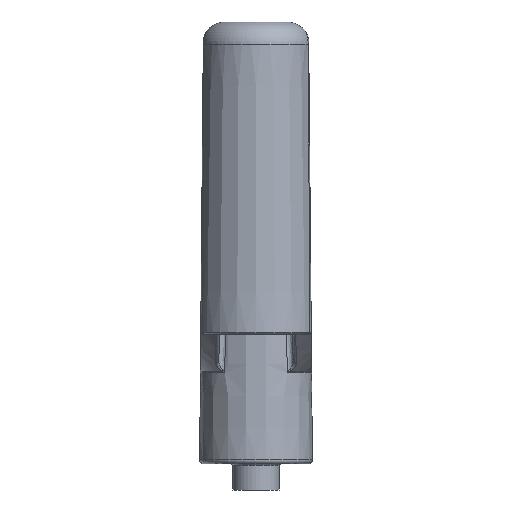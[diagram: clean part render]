
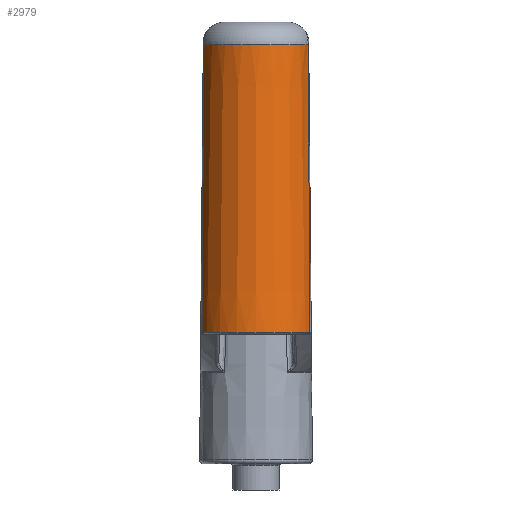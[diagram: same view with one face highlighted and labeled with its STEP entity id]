
A CAD part, front view. The second image highlights one B-rep face of the part: STEP entity #2979.
In plain terms, the highlighted conical face has half-angle 1 degrees and reference radius 7.5 mm.
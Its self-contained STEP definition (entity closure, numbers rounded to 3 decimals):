
#231=B_SPLINE_CURVE_WITH_KNOTS('',3,(#5716,#5717,#5718,#5719),
 .UNSPECIFIED.,.F.,.F.,(4,4),(-4.407,-0.726),
 .UNSPECIFIED.);
#235=B_SPLINE_CURVE_WITH_KNOTS('',3,(#5798,#5799,#5800,#5801),
 .UNSPECIFIED.,.F.,.F.,(4,4),(0.726,4.407),
 .UNSPECIFIED.);
#267=CONICAL_SURFACE('',#3255,7.5,0.017);
#716=FACE_OUTER_BOUND('',#929,.T.);
#929=EDGE_LOOP('',(#2288,#2289,#2290,#2291));
#1139=CIRCLE('',#3253,7.583);
#1141=CIRCLE('',#3256,6.941);
#1373=VERTEX_POINT('',#5687);
#1375=VERTEX_POINT('',#5714);
#1377=VERTEX_POINT('',#5792);
#1378=VERTEX_POINT('',#5796);
#1699=EDGE_CURVE('',#1375,#1373,#231,.T.);
#1703=EDGE_CURVE('',#1373,#1377,#1139,.T.);
#1705=EDGE_CURVE('',#1378,#1375,#1141,.T.);
#1706=EDGE_CURVE('',#1377,#1378,#235,.T.);
#2288=ORIENTED_EDGE('',*,*,#1699,.F.);
#2289=ORIENTED_EDGE('',*,*,#1705,.F.);
#2290=ORIENTED_EDGE('',*,*,#1706,.F.);
#2291=ORIENTED_EDGE('',*,*,#1703,.F.);
#2979=ADVANCED_FACE('',(#716),#267,.T.);
#3253=AXIS2_PLACEMENT_3D('',#5793,#3774,#3775);
#3255=AXIS2_PLACEMENT_3D('',#5795,#3778,#3779);
#3256=AXIS2_PLACEMENT_3D('',#5797,#3780,#3781);
#3774=DIRECTION('center_axis',(0.,0.,-1.));
#3775=DIRECTION('ref_axis',(0.,-1.,0.));
#3778=DIRECTION('center_axis',(0.,0.,-1.));
#3779=DIRECTION('ref_axis',(1.,0.,0.));
#3780=DIRECTION('center_axis',(0.,0.,1.));
#3781=DIRECTION('ref_axis',(0.533,-0.846,0.));
#5687=CARTESIAN_POINT('',(-13.034,-41.744,29.054));
#5714=CARTESIAN_POINT('',(-13.249,-40.454,65.852));
#5716=CARTESIAN_POINT('Ctrl Pts',(-13.249,-40.454,65.852));
#5717=CARTESIAN_POINT('Ctrl Pts',(-13.182,-41.018,53.589));
#5718=CARTESIAN_POINT('Ctrl Pts',(-13.11,-41.392,41.322));
#5719=CARTESIAN_POINT('Ctrl Pts',(-13.034,-41.744,29.054));
#5792=CARTESIAN_POINT('',(-26.848,-41.744,29.054));
#5793=CARTESIAN_POINT('Origin',(-19.941,-38.614,29.054));
#5795=CARTESIAN_POINT('Origin',(-19.941,-38.614,33.8));
#5796=CARTESIAN_POINT('',(-26.633,-40.454,65.852));
#5797=CARTESIAN_POINT('Origin',(-19.941,-38.614,65.852));
#5798=CARTESIAN_POINT('Ctrl Pts',(-26.848,-41.744,29.054));
#5799=CARTESIAN_POINT('Ctrl Pts',(-26.772,-41.392,41.322));
#5800=CARTESIAN_POINT('Ctrl Pts',(-26.7,-41.018,53.589));
#5801=CARTESIAN_POINT('Ctrl Pts',(-26.633,-40.454,65.852));
